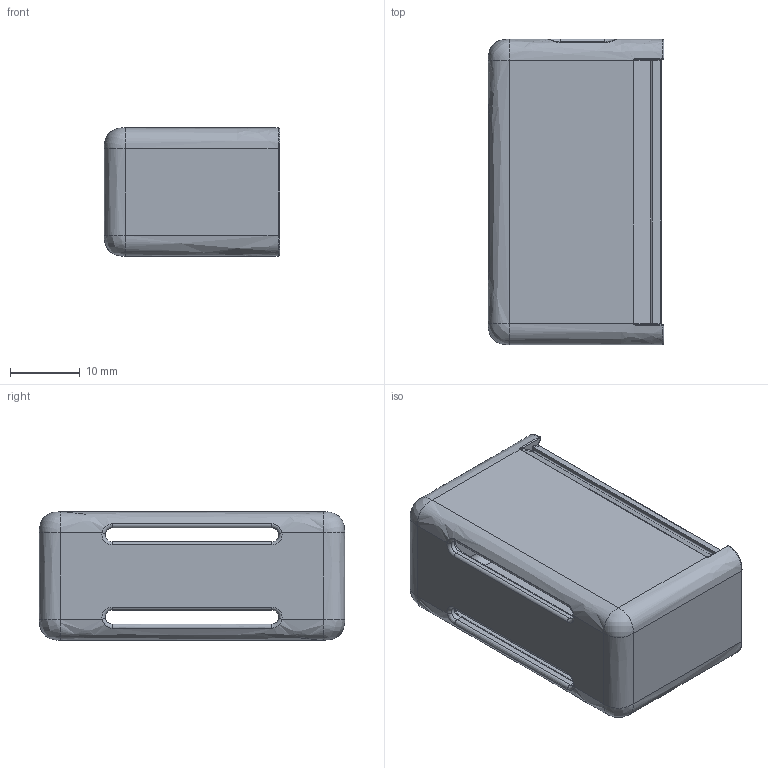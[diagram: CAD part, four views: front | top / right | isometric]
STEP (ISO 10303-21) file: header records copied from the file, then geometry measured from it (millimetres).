
FILE_DESCRIPTION(/* description */ ('STEP AP242','CAx-IF Rec.Pracs.---Representation and Presentation of Product Manufacturing Information (PMI)---4.0---2014-10-13','CAx-IF Rec.Pracs.---3D Tessellated Geometry---0.4---2014-09-14','2;1'),/* implementation_level */ '2;1');
FILE_NAME(/* name */ '66582b97dfa46a2f2af50980',/* time_stamp */ '2024-05-30T07:32:40Z',/* author */ (''),/* organization */ (''),/* preprocessor_version */ 'ST-DEVELOPER v20',/* originating_system */ ' ',/* authorisation */ ' ');
FILE_SCHEMA (('AP242_MANAGED_MODEL_BASED_3D_ENGINEERING_MIM_LF { 1 0 10303 442 1 1 4 }'));
Length unit declared in the file: metre
Products named in the file (1): Part 3
Bounding box: 25.22 x 43.85 x 18.41 mm (x, y, z)
Volume: 4915.1 mm3; surface area: 6941 mm2
Topology: 1 solids, 1 shells, 319 faces, 756 edges, 418 vertices
Faces by surface type: bspline 111, cylinder 106, plane 51, torus 43, sphere 8
Entity records: 11317 total; most frequent: CARTESIAN_POINT 4763, ORIENTED_EDGE 1480, DIRECTION 1239, EDGE_CURVE 740, AXIS2_PLACEMENT_3D 511, VERTEX_POINT 418, EDGE_LOOP 320, FACE_BOUND 320
